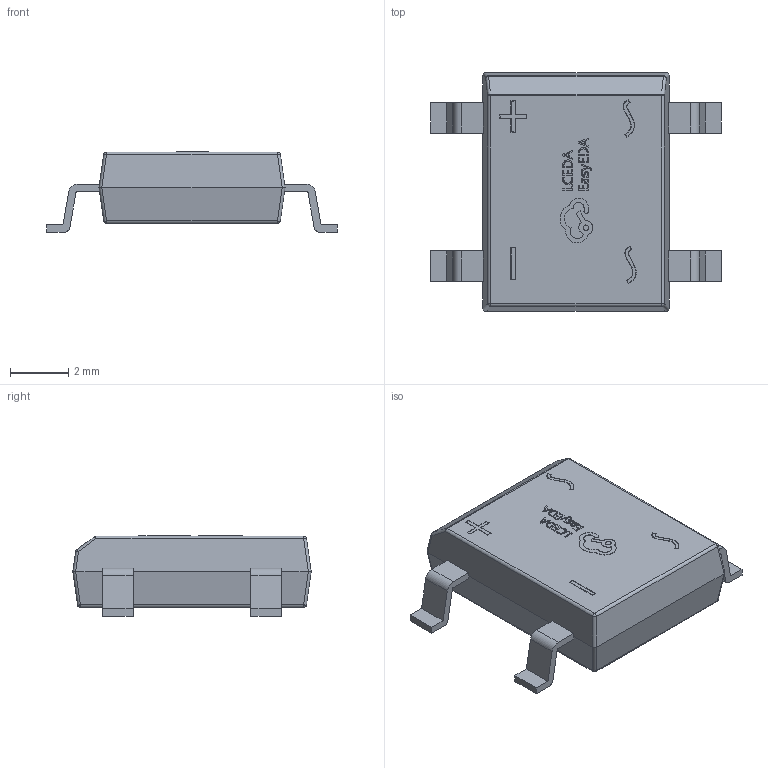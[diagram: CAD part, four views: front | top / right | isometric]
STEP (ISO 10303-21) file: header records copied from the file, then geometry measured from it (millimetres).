
FILE_DESCRIPTION (( 'STEP AP214' ), '1' );
FILE_NAME ('DBS_L8.2-W6.4-P5.10-LS10.0-TL.STEP', '2024-09-03T09:57:46', ( '个人用户' ), ( '微软中国' ), 'SwSTEP 2.0', 'SolidWorks 2020', '' );
FILE_SCHEMA (( 'AUTOMOTIVE_DESIGN' ));
Length unit declared in the file: millimetre
Products named in the file (1): DBS_L8.2-W6.4-P5.10-LS10.0-TL
Bounding box: 10 x 8.2 x 2.76 mm (x, y, z)
Volume: 124.6 mm3; surface area: 192.4 mm2
Topology: 1 solids, 1 shells, 340 faces, 907 edges, 592 vertices
Faces by surface type: plane 177, bspline 102, cylinder 51, sphere 10
Entity records: 15085 total; most frequent: CARTESIAN_POINT 3592, ORIENTED_EDGE 1814, DIRECTION 1203, EDGE_CURVE 907, LINE 617, VECTOR 617, VERTEX_POINT 592, EDGE_LOOP 363
